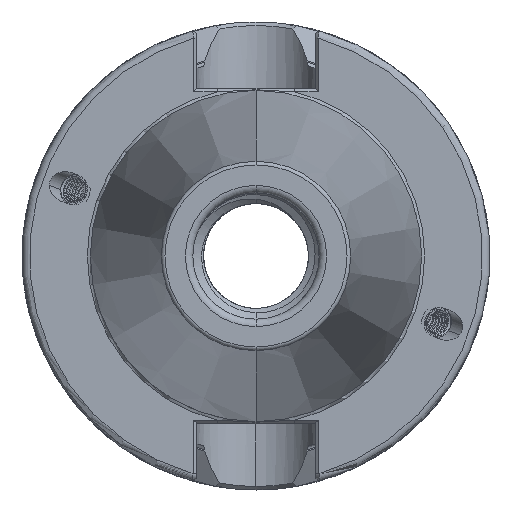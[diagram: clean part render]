
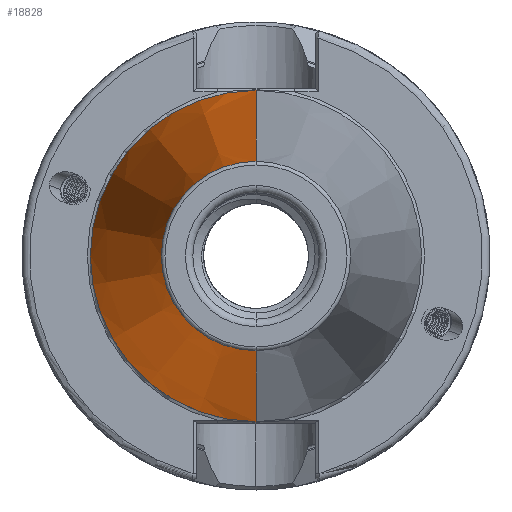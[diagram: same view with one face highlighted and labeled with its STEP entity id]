
A CAD part, left-side view. The second image highlights one B-rep face of the part: STEP entity #18828.
In plain terms, the highlighted conical face has half-angle 8.297 degrees and reference radius 22.298 mm.
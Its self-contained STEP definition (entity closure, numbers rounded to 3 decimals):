
#370 = EDGE_CURVE ( 'NONE', #20326, #20273, #1315, .T. ) ;
#418 = EDGE_CURVE ( 'NONE', #20328, #20320, #1342, .T. ) ;
#422 = EDGE_CURVE ( 'NONE', #20273, #20320, #1059, .T. ) ;
#501 = EDGE_CURVE ( 'NONE', #20326, #20328, #1060, .T. ) ;
#1050 = VECTOR ( 'NONE', #4537, 1000. ) ;
#1057 = VECTOR ( 'NONE', #4523, 1000. ) ;
#1059 = LINE ( 'NONE', #4498, #1050 ) ;
#1060 = LINE ( 'NONE', #4491, #1057 ) ;
#1315 = CIRCLE ( 'NONE', #2829, 12.75 ) ;
#1342 = CIRCLE ( 'NONE', #1593, 22.298 ) ;
#1455 = AXIS2_PLACEMENT_3D ( 'NONE', #15575, #15566, #15582 ) ;
#1593 = AXIS2_PLACEMENT_3D ( 'NONE', #4477, #4493, #4478 ) ;
#2829 = AXIS2_PLACEMENT_3D ( 'NONE', #4284, #4278, #4294 ) ;
#4278 = DIRECTION ( 'NONE',  ( 1., 0., 0. ) ) ;
#4284 = CARTESIAN_POINT ( 'NONE',  ( -66.972, 0., 0. ) ) ;
#4294 = DIRECTION ( 'NONE',  ( 0., 0., -1. ) ) ;
#4477 = CARTESIAN_POINT ( 'NONE',  ( -1.5, 0., 0. ) ) ;
#4478 = DIRECTION ( 'NONE',  ( 0., 0., -1. ) ) ;
#4491 = CARTESIAN_POINT ( 'NONE',  ( -1.5, 0., -22.298 ) ) ;
#4493 = DIRECTION ( 'NONE',  ( 1., 0., 0. ) ) ;
#4498 = CARTESIAN_POINT ( 'NONE',  ( -1.5, 0., 22.298 ) ) ;
#4523 = DIRECTION ( 'NONE',  ( 0.99, 0., -0.144 ) ) ;
#4537 = DIRECTION ( 'NONE',  ( 0.99, 0., 0.144 ) ) ;
#6341 = ORIENTED_EDGE ( 'NONE', *, *, #418, .F. ) ;
#6368 = ORIENTED_EDGE ( 'NONE', *, *, #501, .F. ) ;
#6382 = ORIENTED_EDGE ( 'NONE', *, *, #370, .T. ) ;
#6396 = ORIENTED_EDGE ( 'NONE', *, *, #422, .T. ) ;
#6762 = EDGE_LOOP ( 'NONE', ( #6382, #6396, #6341, #6368 ) ) ;
#15566 = DIRECTION ( 'NONE',  ( 1., 0., 0. ) ) ;
#15575 = CARTESIAN_POINT ( 'NONE',  ( -1.5, 0., 0. ) ) ;
#15582 = DIRECTION ( 'NONE',  ( 0., 0., -1. ) ) ;
#15986 = CARTESIAN_POINT ( 'NONE',  ( -66.972, 0., 12.75 ) ) ;
#16102 = CARTESIAN_POINT ( 'NONE',  ( -1.5, 0., 22.298 ) ) ;
#16108 = CARTESIAN_POINT ( 'NONE',  ( -1.5, 0., -22.298 ) ) ;
#16111 = CARTESIAN_POINT ( 'NONE',  ( -66.972, 0., -12.75 ) ) ;
#18828 = ADVANCED_FACE ( 'NONE', ( #24589 ), #24078, .T. ) ;
#20273 = VERTEX_POINT ( 'NONE', #15986 ) ;
#20320 = VERTEX_POINT ( 'NONE', #16102 ) ;
#20326 = VERTEX_POINT ( 'NONE', #16111 ) ;
#20328 = VERTEX_POINT ( 'NONE', #16108 ) ;
#24078 = CONICAL_SURFACE ( 'NONE', #1455, 22.298, 0.145 ) ;
#24589 = FACE_OUTER_BOUND ( 'NONE', #6762, .T. ) ;
